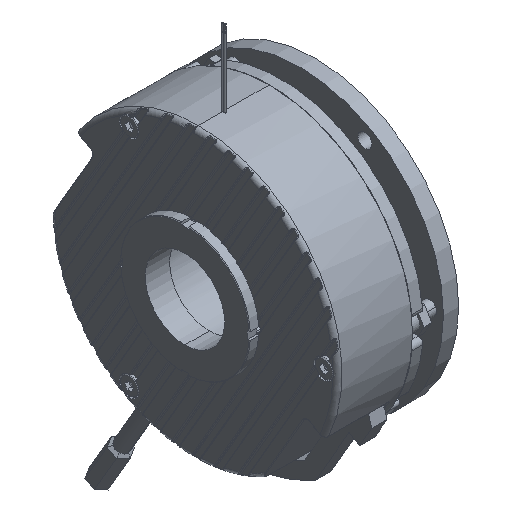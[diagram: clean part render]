
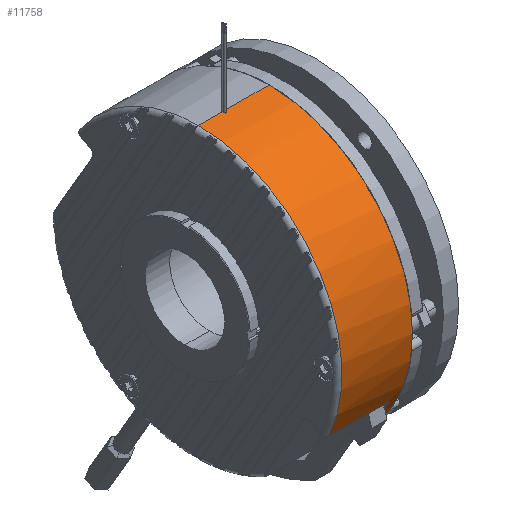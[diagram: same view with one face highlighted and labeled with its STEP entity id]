
A CAD part, isometric view. The second image highlights one B-rep face of the part: STEP entity #11758.
In plain terms, the highlighted cylindrical face has radius 94 mm (diameter 188 mm), a partial arc.
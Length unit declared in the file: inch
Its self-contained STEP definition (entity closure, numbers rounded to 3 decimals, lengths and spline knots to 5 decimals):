
#816 = CARTESIAN_POINT ( 'NONE',  ( -0.48425, 0., -3.70079 ) ) ;
#1016 = CARTESIAN_POINT ( 'NONE',  ( 1.09187, -1.8118, -3.22697 ) ) ;
#1408 = DIRECTION ( 'NONE',  ( -1., 0., 0. ) ) ;
#2288 = VERTEX_POINT ( 'NONE', #9315 ) ;
#3610 = CARTESIAN_POINT ( 'NONE',  ( 1.04327, -1.75113, -3.26027 ) ) ;
#3777 = CARTESIAN_POINT ( 'NONE',  ( 1.03728, -3.35163, -1.56919 ) ) ;
#4217 = CARTESIAN_POINT ( 'NONE',  ( 1.04909, -1.75272, -3.25942 ) ) ;
#4409 = CARTESIAN_POINT ( 'NONE',  ( 1.08289, -1.78731, -3.24058 ) ) ;
#4421 = DIRECTION ( 'NONE',  ( -1., 0., 0. ) ) ;
#4479 = CARTESIAN_POINT ( 'NONE',  ( 1.04512, -3.35163, -1.56919 ) ) ;
#4529 = ORIENTED_EDGE ( 'NONE', *, *, #25184, .T. ) ;
#4763 = EDGE_CURVE ( 'NONE', #32547, #28708, #35236, .T. ) ;
#4906 = EDGE_CURVE ( 'NONE', #17340, #2288, #25009, .T. ) ;
#5336 = ORIENTED_EDGE ( 'NONE', *, *, #8055, .F. ) ;
#5818 = DIRECTION ( 'NONE',  ( -1., 0., 0. ) ) ;
#5912 = AXIS2_PLACEMENT_3D ( 'NONE', #27552, #5818, #17962 ) ;
#6596 = EDGE_CURVE ( 'NONE', #15735, #28447, #12977, .T. ) ;
#6778 = VECTOR ( 'NONE', #28894, 39.37008 ) ;
#7355 = CARTESIAN_POINT ( 'NONE',  ( 0., -3.35163, -1.56919 ) ) ;
#7393 = CARTESIAN_POINT ( 'NONE',  ( 1.07483, -1.7736, -3.24811 ) ) ;
#7581 = EDGE_LOOP ( 'NONE', ( #22057, #27394, #7669, #36052, #4529, #16052, #11650, #19036, #32299, #5336 ) ) ;
#7669 = ORIENTED_EDGE ( 'NONE', *, *, #25199, .T. ) ;
#7854 = CARTESIAN_POINT ( 'NONE',  ( 1.09634, -3.32595, -1.62292 ) ) ;
#8055 = EDGE_CURVE ( 'NONE', #23687, #8071, #20220, .T. ) ;
#8071 = VERTEX_POINT ( 'NONE', #17975 ) ;
#8326 = DIRECTION ( 'NONE',  ( 0., 0., -1. ) ) ;
#8614 = CARTESIAN_POINT ( 'NONE',  ( 1.33366, 0., 0. ) ) ;
#8686 = VECTOR ( 'NONE', #19805, 39.37008 ) ;
#9315 = CARTESIAN_POINT ( 'NONE',  ( -0.48425, 0., 3.70079 ) ) ;
#9385 = VERTEX_POINT ( 'NONE', #35740 ) ;
#9543 = B_SPLINE_CURVE_WITH_KNOTS ( 'NONE', 3,
 ( #22146, #34745, #31336, #1016, #37717, #4409, #19348, #7393, #31540, #19553, #10171, #4217, #3610, #22344 ),
 .UNSPECIFIED., .F., .F.,
 ( 4, 2, 2, 2, 2, 2, 4 ),
 ( 0., 0.00089, 0.00178, 0.00222, 0.00267, 0.00311, 0.00356 ),
 .UNSPECIFIED. ) ;
#9633 = VERTEX_POINT ( 'NONE', #3777 ) ;
#10171 = CARTESIAN_POINT ( 'NONE',  ( 1.05932, -1.75788, -3.25664 ) ) ;
#10641 = CARTESIAN_POINT ( 'NONE',  ( 1.08434, -3.34166, -1.59033 ) ) ;
#10733 = CARTESIAN_POINT ( 'NONE',  ( 0., 0., 3.70079 ) ) ;
#11650 = ORIENTED_EDGE ( 'NONE', *, *, #6596, .T. ) ;
#11758 = ADVANCED_FACE ( 'NONE', ( #13781 ), #13574, .T. ) ;
#11776 = EDGE_CURVE ( 'NONE', #32547, #23687, #13375, .T. ) ;
#12448 = EDGE_CURVE ( 'NONE', #9633, #15735, #21109, .T. ) ;
#12977 = CIRCLE ( 'NONE', #36602, 3.70079 ) ;
#13375 = LINE ( 'NONE', #22355, #21380 ) ;
#13527 = LINE ( 'NONE', #7355, #6778 ) ;
#13574 = CYLINDRICAL_SURFACE ( 'NONE', #34133, 3.70079 ) ;
#13781 = FACE_OUTER_BOUND ( 'NONE', #7581, .T. ) ;
#15735 = VERTEX_POINT ( 'NONE', #34843 ) ;
#16027 = EDGE_CURVE ( 'NONE', #28447, #9385, #9543, .T. ) ;
#16052 = ORIENTED_EDGE ( 'NONE', *, *, #12448, .T. ) ;
#16612 = CARTESIAN_POINT ( 'NONE',  ( 1.08186, -3.34298, -1.58756 ) ) ;
#17203 = CARTESIAN_POINT ( 'NONE',  ( 1.07371, -3.34651, -1.5801 ) ) ;
#17340 = VERTEX_POINT ( 'NONE', #21526 ) ;
#17379 = DIRECTION ( 'NONE',  ( -1., 0., 0. ) ) ;
#17962 = DIRECTION ( 'NONE',  ( 0., 0., 1. ) ) ;
#17975 = CARTESIAN_POINT ( 'NONE',  ( -0.48425, -1.75113, -3.26027 ) ) ;
#19036 = ORIENTED_EDGE ( 'NONE', *, *, #16027, .T. ) ;
#19289 = CARTESIAN_POINT ( 'NONE',  ( 1.09634, -1.85222, -3.20392 ) ) ;
#19310 = LINE ( 'NONE', #10733, #39282 ) ;
#19348 = CARTESIAN_POINT ( 'NONE',  ( 1.0805, -1.78263, -3.24316 ) ) ;
#19553 = CARTESIAN_POINT ( 'NONE',  ( 1.06382, -1.76142, -3.25473 ) ) ;
#19805 = DIRECTION ( 'NONE',  ( -1., 0., 0. ) ) ;
#19988 = DIRECTION ( 'NONE',  ( 0., 0., 1. ) ) ;
#20220 = CIRCLE ( 'NONE', #30422, 3.70079 ) ;
#20299 = CARTESIAN_POINT ( 'NONE',  ( 1.09634, 0., 0. ) ) ;
#20405 = CARTESIAN_POINT ( 'NONE',  ( 1.0904, -3.3374, -1.59924 ) ) ;
#21109 = B_SPLINE_CURVE_WITH_KNOTS ( 'NONE', 3,
 ( #32004, #4479, #34814, #37988, #17203, #16612, #10641, #35597, #20405, #23016, #28802, #22817, #35005, #7854 ),
 .UNSPECIFIED., .F., .F.,
 ( 4, 2, 2, 2, 2, 2, 4 ),
 ( 0., 0.00059, 0.00119, 0.00148, 0.00178, 0.00208, 0.00237 ),
 .UNSPECIFIED. ) ;
#21172 = CARTESIAN_POINT ( 'NONE',  ( -0.48425, 0., 0. ) ) ;
#21380 = VECTOR ( 'NONE', #1408, 39.37008 ) ;
#21526 = CARTESIAN_POINT ( 'NONE',  ( -0.48425, -3.35163, -1.56919 ) ) ;
#22057 = ORIENTED_EDGE ( 'NONE', *, *, #11776, .F. ) ;
#22146 = CARTESIAN_POINT ( 'NONE',  ( 1.09634, -1.85222, -3.20392 ) ) ;
#22344 = CARTESIAN_POINT ( 'NONE',  ( 1.03728, -1.75113, -3.26027 ) ) ;
#22355 = CARTESIAN_POINT ( 'NONE',  ( 0., 0., -3.70079 ) ) ;
#22474 = AXIS2_PLACEMENT_3D ( 'NONE', #8614, #17379, #19988 ) ;
#22817 = CARTESIAN_POINT ( 'NONE',  ( 1.09596, -3.32935, -1.61594 ) ) ;
#23016 = CARTESIAN_POINT ( 'NONE',  ( 1.09335, -3.33429, -1.60573 ) ) ;
#23687 = VERTEX_POINT ( 'NONE', #816 ) ;
#24572 = DIRECTION ( 'NONE',  ( -1., 0., 0. ) ) ;
#24950 = EDGE_CURVE ( 'NONE', #9385, #8071, #36337, .T. ) ;
#25009 = CIRCLE ( 'NONE', #5912, 3.70079 ) ;
#25184 = EDGE_CURVE ( 'NONE', #17340, #9633, #13527, .T. ) ;
#25199 = EDGE_CURVE ( 'NONE', #28708, #2288, #19310, .T. ) ;
#27394 = ORIENTED_EDGE ( 'NONE', *, *, #4763, .T. ) ;
#27552 = CARTESIAN_POINT ( 'NONE',  ( -0.48425, 0., 0. ) ) ;
#28447 = VERTEX_POINT ( 'NONE', #19289 ) ;
#28708 = VERTEX_POINT ( 'NONE', #29861 ) ;
#28802 = CARTESIAN_POINT ( 'NONE',  ( 1.09447, -3.33265, -1.60912 ) ) ;
#28894 = DIRECTION ( 'NONE',  ( 1., 0., 0. ) ) ;
#29861 = CARTESIAN_POINT ( 'NONE',  ( 1.33366, 0., 3.70079 ) ) ;
#30422 = AXIS2_PLACEMENT_3D ( 'NONE', #21172, #24572, #30561 ) ;
#30561 = DIRECTION ( 'NONE',  ( 0., 0., 1. ) ) ;
#31336 = CARTESIAN_POINT ( 'NONE',  ( 1.09549, -1.83189, -3.21561 ) ) ;
#31540 = CARTESIAN_POINT ( 'NONE',  ( 1.07152, -1.76923, -3.25049 ) ) ;
#32004 = CARTESIAN_POINT ( 'NONE',  ( 1.03728, -3.35163, -1.56919 ) ) ;
#32299 = ORIENTED_EDGE ( 'NONE', *, *, #24950, .T. ) ;
#32496 = DIRECTION ( 'NONE',  ( 1., 0., 0. ) ) ;
#32547 = VERTEX_POINT ( 'NONE', #36400 ) ;
#34133 = AXIS2_PLACEMENT_3D ( 'NONE', #38134, #4421, #37531 ) ;
#34506 = DIRECTION ( 'NONE',  ( -1., 0., 0. ) ) ;
#34745 = CARTESIAN_POINT ( 'NONE',  ( 1.09634, -1.84202, -3.20982 ) ) ;
#34814 = CARTESIAN_POINT ( 'NONE',  ( 1.05289, -3.35096, -1.57064 ) ) ;
#34843 = CARTESIAN_POINT ( 'NONE',  ( 1.09634, -3.32595, -1.62292 ) ) ;
#35005 = CARTESIAN_POINT ( 'NONE',  ( 1.09634, -3.32767, -1.6194 ) ) ;
#35236 = CIRCLE ( 'NONE', #22474, 3.70079 ) ;
#35597 = CARTESIAN_POINT ( 'NONE',  ( 1.0886, -3.33888, -1.59616 ) ) ;
#35740 = CARTESIAN_POINT ( 'NONE',  ( 1.03728, -1.75113, -3.26027 ) ) ;
#36052 = ORIENTED_EDGE ( 'NONE', *, *, #4906, .F. ) ;
#36337 = LINE ( 'NONE', #39489, #8686 ) ;
#36400 = CARTESIAN_POINT ( 'NONE',  ( 1.33366, 0., -3.70079 ) ) ;
#36602 = AXIS2_PLACEMENT_3D ( 'NONE', #20299, #32496, #8326 ) ;
#37531 = DIRECTION ( 'NONE',  ( 0., 0., 1. ) ) ;
#37717 = CARTESIAN_POINT ( 'NONE',  ( 1.08907, -1.80173, -3.2326 ) ) ;
#37988 = CARTESIAN_POINT ( 'NONE',  ( 1.06713, -3.34841, -1.57606 ) ) ;
#38134 = CARTESIAN_POINT ( 'NONE',  ( 0., 0., 0. ) ) ;
#39282 = VECTOR ( 'NONE', #34506, 39.37008 ) ;
#39489 = CARTESIAN_POINT ( 'NONE',  ( 0., -1.75113, -3.26027 ) ) ;
